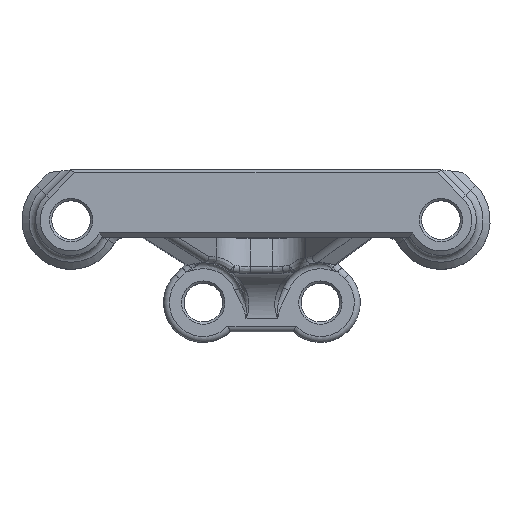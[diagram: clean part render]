
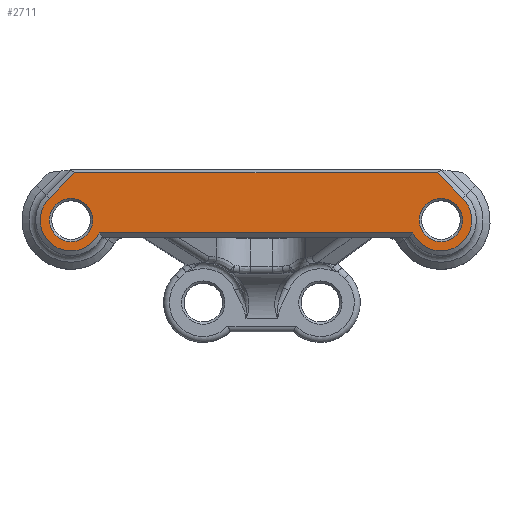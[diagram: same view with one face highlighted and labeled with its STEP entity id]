
A CAD part, top view. The second image highlights one B-rep face of the part: STEP entity #2711.
In plain terms, the highlighted planar face has unit normal (0, 0, 1).
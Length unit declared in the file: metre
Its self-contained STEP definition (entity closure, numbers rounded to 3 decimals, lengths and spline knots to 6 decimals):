
#324=LINE('',#4287,#459);
#325=LINE('',#4292,#460);
#326=LINE('',#4294,#461);
#327=LINE('',#4296,#462);
#459=VECTOR('',#3373,1.);
#460=VECTOR('',#3376,1.);
#461=VECTOR('',#3377,1.);
#462=VECTOR('',#3378,1.);
#562=CIRCLE('',#2950,0.002636);
#563=CIRCLE('',#2951,0.002636);
#564=CIRCLE('',#2952,0.00185);
#565=CIRCLE('',#2953,0.00185);
#795=ORIENTED_EDGE('',*,*,#1626,.T.);
#796=ORIENTED_EDGE('',*,*,#1627,.T.);
#797=ORIENTED_EDGE('',*,*,#1628,.T.);
#798=ORIENTED_EDGE('',*,*,#1629,.T.);
#799=ORIENTED_EDGE('',*,*,#1630,.T.);
#800=ORIENTED_EDGE('',*,*,#1631,.T.);
#801=ORIENTED_EDGE('',*,*,#1632,.T.);
#802=ORIENTED_EDGE('',*,*,#1633,.T.);
#1626=EDGE_CURVE('',#2038,#2039,#324,.T.);
#1627=EDGE_CURVE('',#2039,#2040,#562,.F.);
#1628=EDGE_CURVE('',#2040,#2041,#325,.T.);
#1629=EDGE_CURVE('',#2041,#2042,#326,.T.);
#1630=EDGE_CURVE('',#2042,#2043,#327,.T.);
#1631=EDGE_CURVE('',#2043,#2038,#563,.F.);
#1632=EDGE_CURVE('',#2044,#2044,#564,.T.);
#1633=EDGE_CURVE('',#2045,#2045,#565,.T.);
#2038=VERTEX_POINT('',#4288);
#2039=VERTEX_POINT('',#4289);
#2040=VERTEX_POINT('',#4291);
#2041=VERTEX_POINT('',#4293);
#2042=VERTEX_POINT('',#4295);
#2043=VERTEX_POINT('',#4297);
#2044=VERTEX_POINT('',#4300);
#2045=VERTEX_POINT('',#4302);
#2236=EDGE_LOOP('',(#795,#796,#797,#798,#799,#800));
#2237=EDGE_LOOP('',(#801));
#2238=EDGE_LOOP('',(#802));
#2451=FACE_BOUND('',#2236,.T.);
#2452=FACE_BOUND('',#2237,.T.);
#2453=FACE_BOUND('',#2238,.T.);
#2655=PLANE('',#2949);
#2711=ADVANCED_FACE('',(#2451,#2452,#2453),#2655,.F.);
#2949=AXIS2_PLACEMENT_3D('',#4286,#3371,#3372);
#2950=AXIS2_PLACEMENT_3D('',#4290,#3374,#3375);
#2951=AXIS2_PLACEMENT_3D('',#4298,#3379,#3380);
#2952=AXIS2_PLACEMENT_3D('',#4299,#3381,#3382);
#2953=AXIS2_PLACEMENT_3D('',#4301,#3383,#3384);
#3371=DIRECTION('',(0.,0.,-1.));
#3372=DIRECTION('',(0.,1.,0.));
#3373=DIRECTION('',(1.,0.,0.));
#3374=DIRECTION('',(0.,0.,-1.));
#3375=DIRECTION('',(0.,1.,0.));
#3376=DIRECTION('',(-0.707,0.707,0.));
#3377=DIRECTION('',(-1.,0.,0.));
#3378=DIRECTION('',(-0.707,-0.707,0.));
#3379=DIRECTION('',(0.,0.,-1.));
#3380=DIRECTION('',(0.,1.,0.));
#3381=DIRECTION('',(0.,0.,-1.));
#3382=DIRECTION('',(0.,1.,0.));
#3383=DIRECTION('',(0.,0.,-1.));
#3384=DIRECTION('',(0.,1.,0.));
#4286=CARTESIAN_POINT('',(0.047604,0.007927,0.0336));
#4287=CARTESIAN_POINT('',(0.013202,0.0059,0.0336));
#4288=CARTESIAN_POINT('',(-0.013404,0.0059,0.0336));
#4289=CARTESIAN_POINT('',(0.013404,0.0059,0.0336));
#4290=CARTESIAN_POINT('',(0.0158,0.007,0.0336));
#4291=CARTESIAN_POINT('',(0.017664,0.008864,0.0336));
#4292=CARTESIAN_POINT('',(0.033103,-0.006574,0.0336));
#4293=CARTESIAN_POINT('',(0.015466,0.011062,0.0336));
#4294=CARTESIAN_POINT('',(0.047604,0.011062,0.0336));
#4295=CARTESIAN_POINT('',(-0.015466,0.011062,0.0336));
#4296=CARTESIAN_POINT('',(0.014501,0.04103,0.0336));
#4297=CARTESIAN_POINT('',(-0.017664,0.008864,0.0336));
#4298=CARTESIAN_POINT('',(-0.0158,0.007,0.0336));
#4299=CARTESIAN_POINT('',(0.0158,0.007,0.0336));
#4300=CARTESIAN_POINT('',(0.0158,0.00885,0.0336));
#4301=CARTESIAN_POINT('',(-0.0158,0.007,0.0336));
#4302=CARTESIAN_POINT('',(-0.0158,0.00885,0.0336));
